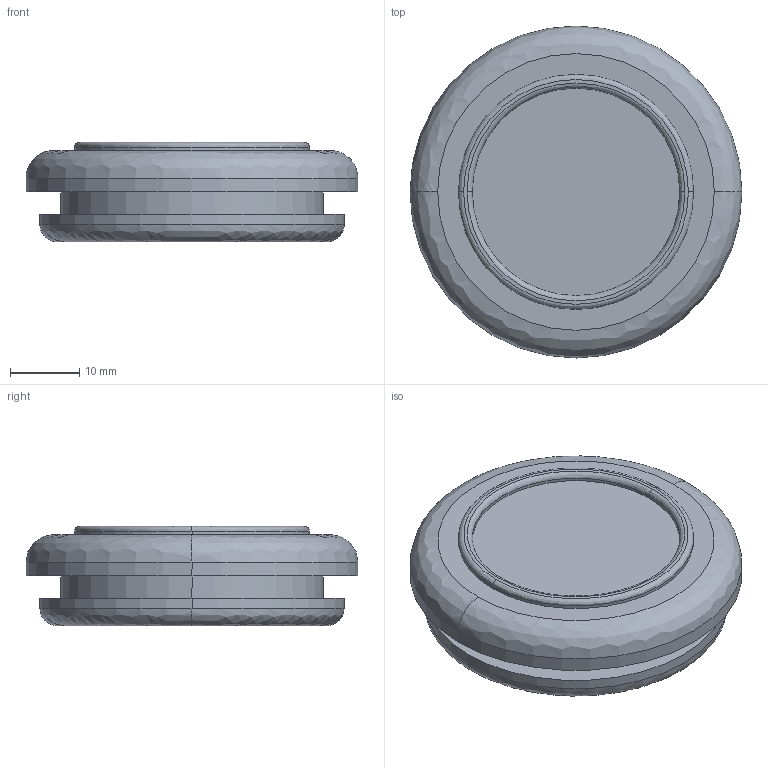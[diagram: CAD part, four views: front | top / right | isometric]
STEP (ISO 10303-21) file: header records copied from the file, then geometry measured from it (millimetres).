
FILE_DESCRIPTION( (''), '2;1');
FILE_NAME ('PC50.12492.TM_MG_13_CRUL_18765.stp','2019-12-19T14:55:46',(''),(''),'spGate 15.6.1','','');
FILE_SCHEMA (('AUTOMOTIVE_DESIGN'));
Length unit declared in the file: millimetre
Bounding box: 48 x 48 x 14.4 mm (x, y, z)
Volume: 11134.8 mm3; surface area: 7190.4 mm2
Topology: 1 solids, 1 shells, 27 faces, 52 edges, 32 vertices
Faces by surface type: cylinder 12, bspline 8, plane 7
Entity records: 1320 total; most frequent: CARTESIAN_POINT 336, ORIENTED_EDGE 104, DIRECTION 102, COLOUR_RGB 80, PRESENTATION_STYLE_ASSIGNMENT 80, STYLED_ITEM 80, EDGE_CURVE 52, DRAUGHTING_PRE_DEFINED_CURVE_FONT 52
